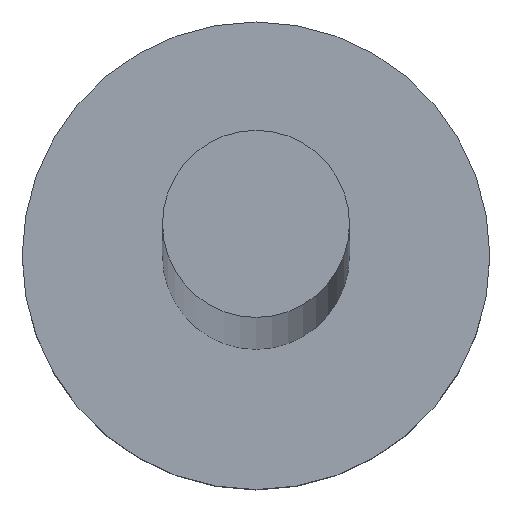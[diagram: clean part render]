
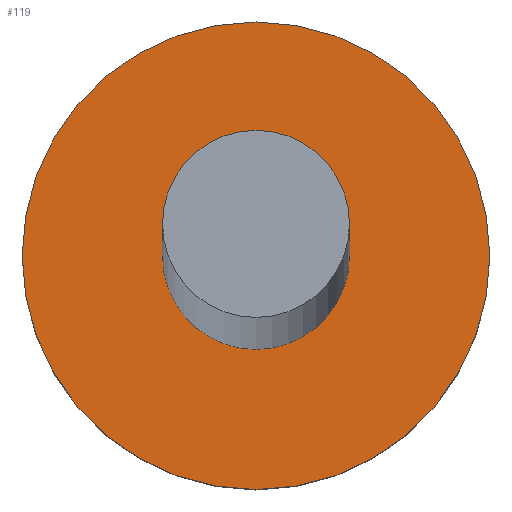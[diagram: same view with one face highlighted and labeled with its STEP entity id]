
A CAD part, top view. The second image highlights one B-rep face of the part: STEP entity #119.
In plain terms, the highlighted planar face has unit normal (0, 0, 1).
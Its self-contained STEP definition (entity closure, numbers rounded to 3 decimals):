
#7 = CIRCLE ( 'NONE', #50, 1.25 ) ;
#10 = PLANE ( 'NONE',  #41 ) ;
#11 = AXIS2_PLACEMENT_3D ( 'NONE', #130, #167, #212 ) ;
#13 = DIRECTION ( 'NONE',  ( 0., 0., 1. ) ) ;
#14 = DIRECTION ( 'NONE',  ( 1., 0., 0. ) ) ;
#27 = CIRCLE ( 'NONE', #101, 0.5 ) ;
#29 = ORIENTED_EDGE ( 'NONE', *, *, #239, .T. ) ;
#36 = DIRECTION ( 'NONE',  ( 0., 0., 1. ) ) ;
#41 = AXIS2_PLACEMENT_3D ( 'NONE', #87, #163, #84 ) ;
#50 = AXIS2_PLACEMENT_3D ( 'NONE', #151, #252, #72 ) ;
#51 = CARTESIAN_POINT ( 'NONE',  ( -1.25, 0., 1.2 ) ) ;
#54 = CARTESIAN_POINT ( 'NONE',  ( 0., 0., 1.2 ) ) ;
#68 = VERTEX_POINT ( 'NONE', #141 ) ;
#72 = DIRECTION ( 'NONE',  ( 1., 0., 0. ) ) ;
#84 = DIRECTION ( 'NONE',  ( 1., 0., 0. ) ) ;
#87 = CARTESIAN_POINT ( 'NONE',  ( 0., 0., 1.2 ) ) ;
#91 = DIRECTION ( 'NONE',  ( 1., 0., 0. ) ) ;
#92 = AXIS2_PLACEMENT_3D ( 'NONE', #230, #36, #91 ) ;
#101 = AXIS2_PLACEMENT_3D ( 'NONE', #54, #13, #14 ) ;
#103 = ORIENTED_EDGE ( 'NONE', *, *, #222, .T. ) ;
#105 = FACE_OUTER_BOUND ( 'NONE', #160, .T. ) ;
#112 = CARTESIAN_POINT ( 'NONE',  ( 1.25, 0., 1.2 ) ) ;
#119 = ADVANCED_FACE ( 'NONE', ( #202, #105 ), #10, .T. ) ;
#130 = CARTESIAN_POINT ( 'NONE',  ( 0., 0., 1.2 ) ) ;
#133 = CIRCLE ( 'NONE', #92, 0.5 ) ;
#136 = ORIENTED_EDGE ( 'NONE', *, *, #242, .F. ) ;
#141 = CARTESIAN_POINT ( 'NONE',  ( -0.5, 0., 1.2 ) ) ;
#151 = CARTESIAN_POINT ( 'NONE',  ( 0., 0., 1.2 ) ) ;
#160 = EDGE_LOOP ( 'NONE', ( #103, #29 ) ) ;
#163 = DIRECTION ( 'NONE',  ( 0., 0., 1. ) ) ;
#167 = DIRECTION ( 'NONE',  ( 0., 0., 1. ) ) ;
#178 = EDGE_LOOP ( 'NONE', ( #136, #182 ) ) ;
#182 = ORIENTED_EDGE ( 'NONE', *, *, #232, .F. ) ;
#202 = FACE_BOUND ( 'NONE', #178, .T. ) ;
#203 = VERTEX_POINT ( 'NONE', #51 ) ;
#212 = DIRECTION ( 'NONE',  ( 1., 0., 0. ) ) ;
#215 = CIRCLE ( 'NONE', #11, 1.25 ) ;
#222 = EDGE_CURVE ( 'NONE', #203, #226, #7, .T. ) ;
#226 = VERTEX_POINT ( 'NONE', #112 ) ;
#230 = CARTESIAN_POINT ( 'NONE',  ( 0., 0., 1.2 ) ) ;
#231 = CARTESIAN_POINT ( 'NONE',  ( 0.5, 0., 1.2 ) ) ;
#232 = EDGE_CURVE ( 'NONE', #244, #68, #27, .T. ) ;
#239 = EDGE_CURVE ( 'NONE', #226, #203, #215, .T. ) ;
#242 = EDGE_CURVE ( 'NONE', #68, #244, #133, .T. ) ;
#244 = VERTEX_POINT ( 'NONE', #231 ) ;
#252 = DIRECTION ( 'NONE',  ( 0., 0., 1. ) ) ;
